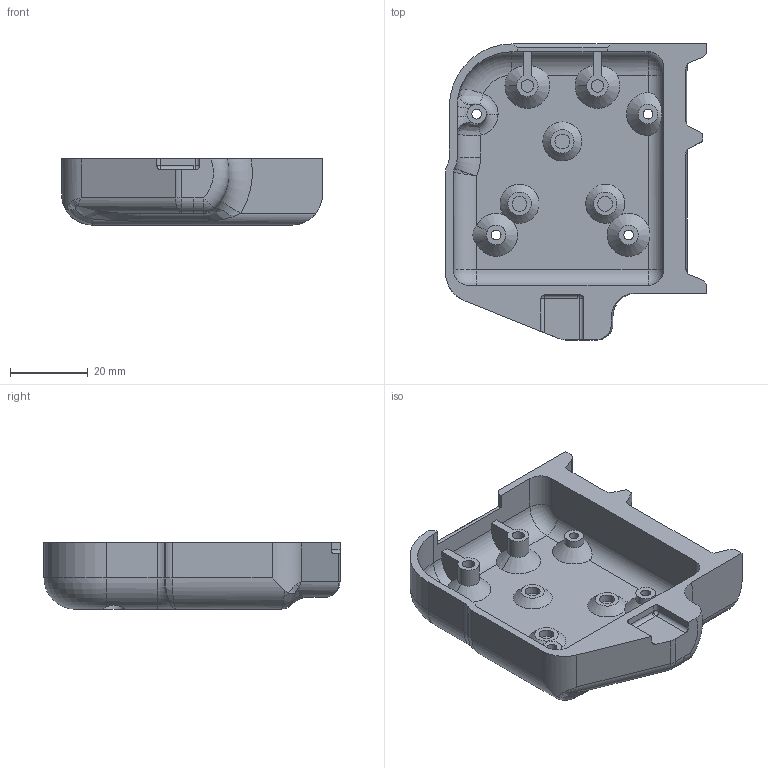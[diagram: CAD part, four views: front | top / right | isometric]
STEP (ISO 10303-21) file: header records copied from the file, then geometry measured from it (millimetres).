
FILE_DESCRIPTION(('HOOPS Exchange Step'),'2;1');
FILE_NAME('temp_export','2021-02-06T06:42:38-05:00',('mobile'),('Shapr3D Limited'),'HOOPS Exchange 2020.2','Shapr3D','Authorized');
FILE_SCHEMA( ('AP203_CONFIGURATION_CONTROLLED_3D_DESIGN_OF_MECHANICAL_PARTS_AND_ASSEMBLIES_MIM_LF') );
Length unit declared in the file: millimetre
Products named in the file (1): CE09C7C4-97B8-4A35-AC27-CEE0EB9533E2.tmp
Bounding box: 67 x 76 x 17 mm (x, y, z)
Volume: 22819.2 mm3; surface area: 15971.8 mm2
Topology: 1 solids, 1 shells, 189 faces, 509 edges, 318 vertices
Faces by surface type: cylinder 66, plane 57, bspline 33, torus 18, cone 10, sphere 5
Full cylindrical faces by diameter (mm): 2.5 x4, 3.2 x2, 3.8 x3, 5 x3, 5.6 x4
Entity records: 13505 total; most frequent: CARTESIAN_POINT 8886, ORIENTED_EDGE 994, DIRECTION 938, EDGE_CURVE 497, AXIS2_PLACEMENT_3D 377, VERTEX_POINT 318, CIRCLE 207, EDGE_LOOP 205
